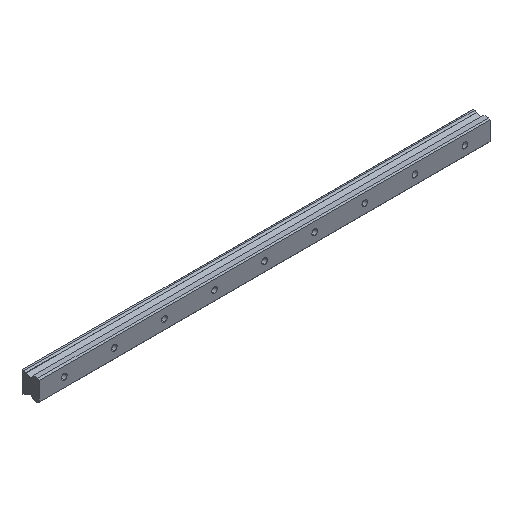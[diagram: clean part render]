
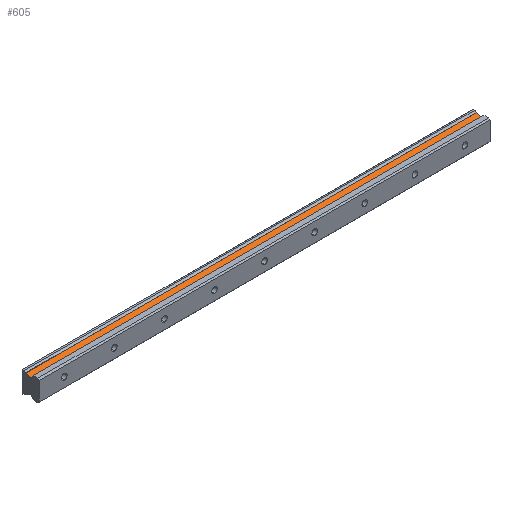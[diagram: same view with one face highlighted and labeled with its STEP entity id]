
A CAD part, isometric view. The second image highlights one B-rep face of the part: STEP entity #605.
In plain terms, the highlighted planar face has unit normal (0, -0.499, 0.867).
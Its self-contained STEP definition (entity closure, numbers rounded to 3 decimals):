
#20 = VERTEX_POINT ( 'NONE', #1944 ) ;
#104 = PLANE ( 'NONE',  #735 ) ;
#174 = VECTOR ( 'NONE', #1773, 1000. ) ;
#229 = CARTESIAN_POINT ( 'NONE',  ( 680., 14.475, 11.24 ) ) ;
#299 = CARTESIAN_POINT ( 'NONE',  ( -40., 14.475, 11.24 ) ) ;
#403 = LINE ( 'NONE', #1990, #1959 ) ;
#439 = DIRECTION ( 'NONE',  ( 0., 0.499, -0.867 ) ) ;
#461 = CARTESIAN_POINT ( 'NONE',  ( 680., 21.02, 15.006 ) ) ;
#464 = VERTEX_POINT ( 'NONE', #1611 ) ;
#535 = EDGE_CURVE ( 'NONE', #1793, #1286, #403, .T. ) ;
#595 = DIRECTION ( 'NONE',  ( -1., 0., 0. ) ) ;
#605 = ADVANCED_FACE ( 'NONE', ( #1694 ), #104, .F. ) ;
#648 = ORIENTED_EDGE ( 'NONE', *, *, #921, .T. ) ;
#735 = AXIS2_PLACEMENT_3D ( 'NONE', #461, #439, #1161 ) ;
#753 = CARTESIAN_POINT ( 'NONE',  ( -40., 21.02, 15.006 ) ) ;
#921 = EDGE_CURVE ( 'NONE', #20, #1286, #2136, .T. ) ;
#986 = VECTOR ( 'NONE', #1951, 1000. ) ;
#1161 = DIRECTION ( 'NONE',  ( 0., 0.867, 0.499 ) ) ;
#1233 = CARTESIAN_POINT ( 'NONE',  ( 680., 21.02, 15.006 ) ) ;
#1271 = ORIENTED_EDGE ( 'NONE', *, *, #1761, .F. ) ;
#1286 = VERTEX_POINT ( 'NONE', #299 ) ;
#1323 = EDGE_LOOP ( 'NONE', ( #1825, #1692, #1271, #648 ) ) ;
#1485 = DIRECTION ( 'NONE',  ( 1., 0., 0. ) ) ;
#1611 = CARTESIAN_POINT ( 'NONE',  ( 680., 21.02, 15.006 ) ) ;
#1647 = CARTESIAN_POINT ( 'NONE',  ( 680., 21.02, 15.006 ) ) ;
#1667 = EDGE_CURVE ( 'NONE', #464, #1793, #2141, .T. ) ;
#1692 = ORIENTED_EDGE ( 'NONE', *, *, #1667, .F. ) ;
#1694 = FACE_OUTER_BOUND ( 'NONE', #1323, .T. ) ;
#1761 = EDGE_CURVE ( 'NONE', #20, #464, #1807, .T. ) ;
#1773 = DIRECTION ( 'NONE',  ( 0., -0.867, -0.499 ) ) ;
#1793 = VERTEX_POINT ( 'NONE', #229 ) ;
#1807 = LINE ( 'NONE', #1647, #2067 ) ;
#1825 = ORIENTED_EDGE ( 'NONE', *, *, #535, .F. ) ;
#1944 = CARTESIAN_POINT ( 'NONE',  ( -40., 21.02, 15.006 ) ) ;
#1951 = DIRECTION ( 'NONE',  ( 0., -0.867, -0.499 ) ) ;
#1959 = VECTOR ( 'NONE', #595, 1000. ) ;
#1990 = CARTESIAN_POINT ( 'NONE',  ( 680., 14.475, 11.24 ) ) ;
#2067 = VECTOR ( 'NONE', #1485, 1000. ) ;
#2136 = LINE ( 'NONE', #753, #986 ) ;
#2141 = LINE ( 'NONE', #1233, #174 ) ;
